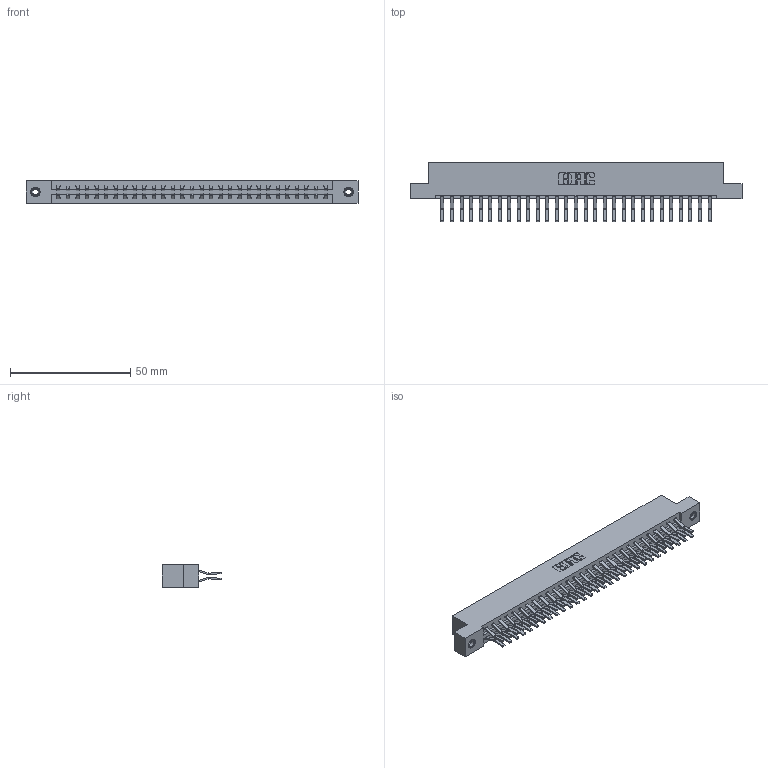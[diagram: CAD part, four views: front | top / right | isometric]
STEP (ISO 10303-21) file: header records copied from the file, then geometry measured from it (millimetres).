
FILE_DESCRIPTION (( 'STEP AP203' ), '1' );
FILE_NAME ('337-058-560-208.STEP', '2019-10-09T20:07:56', ( '' ), ( '' ), 'SwSTEP 2.0', 'SolidWorks 2016', '' );
FILE_SCHEMA (( 'CONFIG_CONTROL_DESIGN' ));
Length unit declared in the file: inch
Products named in the file (4): 337-058-560-208; 345-292-001_560 Tail; 337 Part_Flush Mounting Lugs - 0.156 Dia-TI; 345-250-001_345-250-003-102
Assembly tree (61 placements, depth 2):
  337-058-560-208
    337 Part_Flush Mounting Lugs - 0.156 Dia-TI
    345-292-001_560 Tail  x58
    345-250-001_345-250-003-102  x2
Bounding box: 137.92 x 24.78 x 9.4 mm (x, y, z)
Volume: 14735.9 mm3; surface area: 17656.9 mm2
Topology: 61 solids, 61 shells, 3422 faces, 10133 edges, 6670 vertices
Faces by surface type: plane 2306, cylinder 1100, cone 12, torus 4
Entity records: 25440 total; most frequent: CARTESIAN_POINT 4277, ORIENTED_EDGE 4206, DIRECTION 3697, EDGE_CURVE 2103, VECTOR 1951, LINE 1951, VERTEX_POINT 1396, AXIS2_PLACEMENT_3D 873
